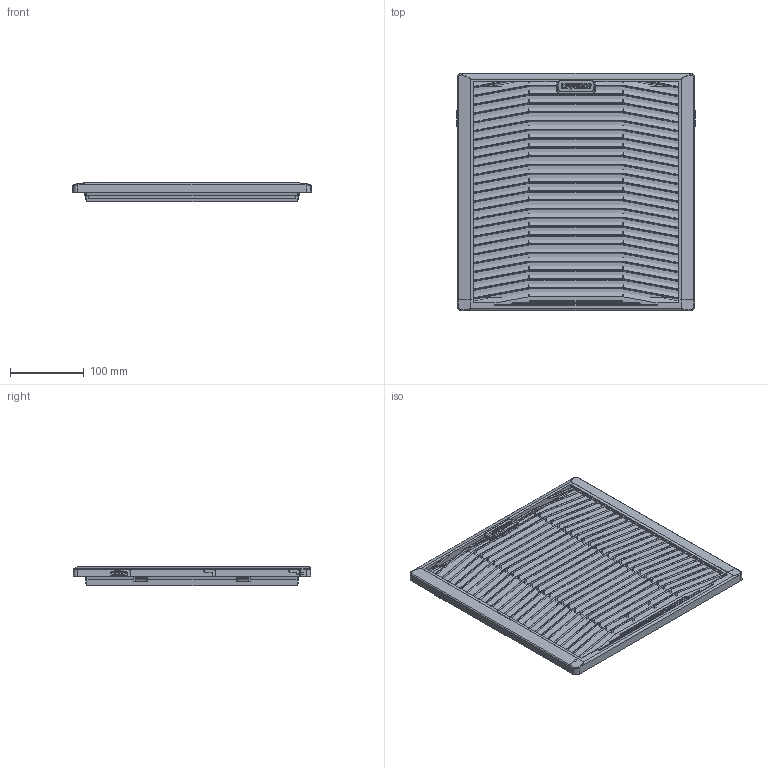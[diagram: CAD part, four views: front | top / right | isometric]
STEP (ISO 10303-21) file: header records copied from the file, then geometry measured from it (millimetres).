
FILE_DESCRIPTION(/* description */ (''),/* implementation_level */ '2;1');
FILE_NAME(/* name */ 'KIPVENT-500.01.300 Выпускная решётка в сборе.stp',/* time_stamp */ '2021-10-13T20:15:41+07:00',/* author */ ('YURY_'),/* organization */ (''),/* preprocessor_version */ 'ST-DEVELOPER v17.2',/* originating_system */ 'Autodesk Inventor 2019',/* authorisation */ '');
FILE_SCHEMA (('AUTOMOTIVE_DESIGN { 1 0 10303 214 3 1 1 }'));
Products named in the file (5): KIPVENT-500.01.300 Выпускная решётка 
в сборе; KIPVENT-500.01.300 Решётка; KIPVENT-500.01.300 Заглушка; KIPVENT-500.01.300 Корпус; KIPVENT-500.01.300 Фильтр
Assembly tree (4 placements, depth 2):
  KIPVENT-500.01.300 Выпускная решётка 
в сборе
    KIPVENT-500.01.300 Решётка
    KIPVENT-500.01.300 Заглушка
    KIPVENT-500.01.300 Корпус
    KIPVENT-500.01.300 Фильтр
Bounding box: 322.8 x 321 x 26.9 mm (x, y, z)
Volume: 1700366.1 mm3; surface area: 661634.7 mm2
Topology: 4 solids, 4 shells, 4191 faces, 11487 edges, 7292 vertices
Faces by surface type: plane 2732, cylinder 618, bspline 555, cone 156, torus 128, sphere 2
Full cylindrical faces by diameter (mm): 3 x6, 3.242 x22, 4.8 x14, 5.8 x14, 6 x2, 10 x2
Entity records: 138070 total; most frequent: CARTESIAN_POINT 32482, ORIENTED_EDGE 22970, DIRECTION 20201, EDGE_CURVE 11485, LINE 8203, VECTOR 8203, VERTEX_POINT 7292, AXIS2_PLACEMENT_3D 5999
